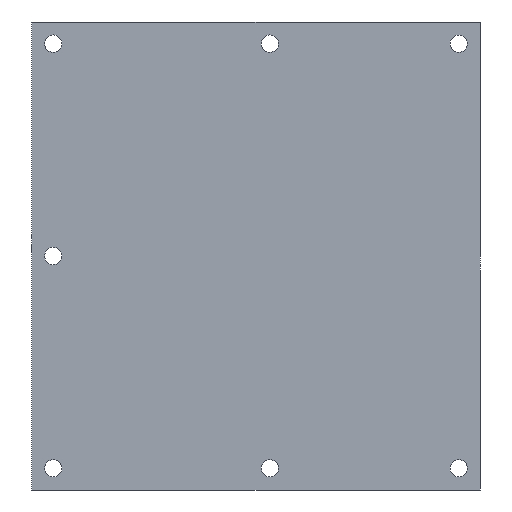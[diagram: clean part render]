
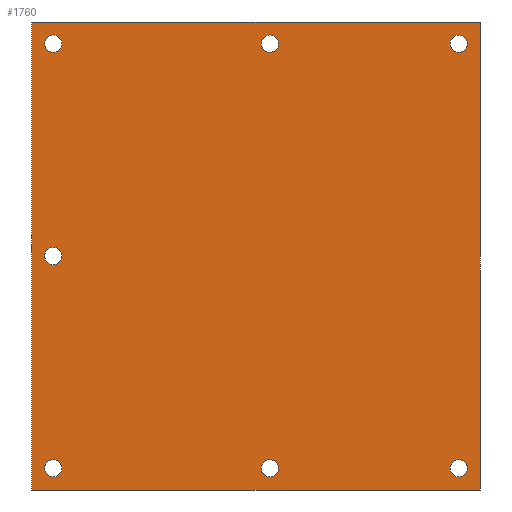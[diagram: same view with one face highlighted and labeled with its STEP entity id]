
A CAD part, front view. The second image highlights one B-rep face of the part: STEP entity #1760.
In plain terms, the highlighted planar face has unit normal (0, -1, 0).
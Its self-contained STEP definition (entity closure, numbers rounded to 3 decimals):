
#53=FACE_BOUND('',#350,.T.);
#54=FACE_BOUND('',#351,.T.);
#55=FACE_BOUND('',#352,.T.);
#56=FACE_BOUND('',#353,.T.);
#57=FACE_BOUND('',#354,.T.);
#58=FACE_BOUND('',#355,.T.);
#59=FACE_BOUND('',#356,.T.);
#134=PLANE('',#1902);
#229=FACE_OUTER_BOUND('',#349,.T.);
#349=EDGE_LOOP('',(#1648,#1649,#1650,#1651));
#350=EDGE_LOOP('',(#1652));
#351=EDGE_LOOP('',(#1653));
#352=EDGE_LOOP('',(#1654));
#353=EDGE_LOOP('',(#1655));
#354=EDGE_LOOP('',(#1656));
#355=EDGE_LOOP('',(#1657));
#356=EDGE_LOOP('',(#1658));
#450=LINE('',#2618,#653);
#554=LINE('',#2829,#757);
#556=LINE('',#2832,#759);
#557=LINE('',#2834,#760);
#653=VECTOR('',#2108,10.);
#757=VECTOR('',#2326,10.);
#759=VECTOR('',#2330,10.);
#760=VECTOR('',#2333,10.);
#771=CIRCLE('',#1786,1.);
#773=CIRCLE('',#1790,1.);
#775=CIRCLE('',#1794,1.);
#777=CIRCLE('',#1798,1.);
#779=CIRCLE('',#1802,1.);
#781=CIRCLE('',#1806,1.);
#783=CIRCLE('',#1810,1.);
#868=VERTEX_POINT('',#2513);
#870=VERTEX_POINT('',#2521);
#872=VERTEX_POINT('',#2529);
#874=VERTEX_POINT('',#2537);
#876=VERTEX_POINT('',#2545);
#878=VERTEX_POINT('',#2553);
#880=VERTEX_POINT('',#2561);
#899=VERTEX_POINT('',#2615);
#900=VERTEX_POINT('',#2617);
#949=VERTEX_POINT('',#2826);
#950=VERTEX_POINT('',#2828);
#1025=EDGE_CURVE('',#868,#868,#771,.T.);
#1029=EDGE_CURVE('',#870,#870,#773,.T.);
#1033=EDGE_CURVE('',#872,#872,#775,.T.);
#1037=EDGE_CURVE('',#874,#874,#777,.T.);
#1041=EDGE_CURVE('',#876,#876,#779,.T.);
#1045=EDGE_CURVE('',#878,#878,#781,.T.);
#1049=EDGE_CURVE('',#880,#880,#783,.T.);
#1077=EDGE_CURVE('',#899,#900,#450,.T.);
#1181=EDGE_CURVE('',#949,#950,#554,.T.);
#1183=EDGE_CURVE('',#899,#950,#556,.T.);
#1184=EDGE_CURVE('',#949,#900,#557,.T.);
#1648=ORIENTED_EDGE('',*,*,#1184,.T.);
#1649=ORIENTED_EDGE('',*,*,#1077,.F.);
#1650=ORIENTED_EDGE('',*,*,#1183,.T.);
#1651=ORIENTED_EDGE('',*,*,#1181,.F.);
#1652=ORIENTED_EDGE('',*,*,#1041,.T.);
#1653=ORIENTED_EDGE('',*,*,#1037,.T.);
#1654=ORIENTED_EDGE('',*,*,#1029,.T.);
#1655=ORIENTED_EDGE('',*,*,#1025,.T.);
#1656=ORIENTED_EDGE('',*,*,#1045,.T.);
#1657=ORIENTED_EDGE('',*,*,#1049,.T.);
#1658=ORIENTED_EDGE('',*,*,#1033,.T.);
#1760=ADVANCED_FACE('',(#229,#53,#54,#55,#56,#57,#58,#59),#134,.T.);
#1786=AXIS2_PLACEMENT_3D('',#2515,#1993,#1994);
#1790=AXIS2_PLACEMENT_3D('',#2523,#2003,#2004);
#1794=AXIS2_PLACEMENT_3D('',#2531,#2013,#2014);
#1798=AXIS2_PLACEMENT_3D('',#2539,#2023,#2024);
#1802=AXIS2_PLACEMENT_3D('',#2547,#2033,#2034);
#1806=AXIS2_PLACEMENT_3D('',#2555,#2043,#2044);
#1810=AXIS2_PLACEMENT_3D('',#2563,#2053,#2054);
#1902=AXIS2_PLACEMENT_3D('',#2850,#2362,#2363);
#1993=DIRECTION('center_axis',(0.,1.,0.));
#1994=DIRECTION('ref_axis',(-1.,0.,0.));
#2003=DIRECTION('center_axis',(0.,1.,0.));
#2004=DIRECTION('ref_axis',(-1.,0.,0.));
#2013=DIRECTION('center_axis',(0.,1.,0.));
#2014=DIRECTION('ref_axis',(-1.,0.,0.));
#2023=DIRECTION('center_axis',(0.,1.,0.));
#2024=DIRECTION('ref_axis',(-1.,0.,0.));
#2033=DIRECTION('center_axis',(0.,1.,0.));
#2034=DIRECTION('ref_axis',(-1.,0.,0.));
#2043=DIRECTION('center_axis',(0.,1.,0.));
#2044=DIRECTION('ref_axis',(-1.,0.,0.));
#2053=DIRECTION('center_axis',(0.,1.,0.));
#2054=DIRECTION('ref_axis',(-1.,0.,0.));
#2108=DIRECTION('',(0.,0.,-1.));
#2326=DIRECTION('',(0.,0.,1.));
#2330=DIRECTION('',(-1.,0.,0.));
#2333=DIRECTION('',(1.,0.,0.));
#2362=DIRECTION('center_axis',(0.,-1.,0.));
#2363=DIRECTION('ref_axis',(0.,0.,-1.));
#2513=CARTESIAN_POINT('',(-1.5,0.,-26.));
#2515=CARTESIAN_POINT('Origin',(-2.5,0.,-26.));
#2521=CARTESIAN_POINT('',(-1.5,0.,-50.5));
#2523=CARTESIAN_POINT('Origin',(-2.5,0.,-50.5));
#2529=CARTESIAN_POINT('',(23.5,0.,-50.5));
#2531=CARTESIAN_POINT('Origin',(22.5,0.,-50.5));
#2537=CARTESIAN_POINT('',(45.3,0.,-50.5));
#2539=CARTESIAN_POINT('Origin',(44.3,0.,-50.5));
#2545=CARTESIAN_POINT('',(45.3,0.,-1.5));
#2547=CARTESIAN_POINT('Origin',(44.3,0.,-1.5));
#2553=CARTESIAN_POINT('',(23.5,0.,-1.5));
#2555=CARTESIAN_POINT('Origin',(22.5,0.,-1.5));
#2561=CARTESIAN_POINT('',(-1.5,0.,-1.5));
#2563=CARTESIAN_POINT('Origin',(-2.5,0.,-1.5));
#2615=CARTESIAN_POINT('',(46.8,0.,1.));
#2617=CARTESIAN_POINT('',(46.8,0.,-53.));
#2618=CARTESIAN_POINT('',(46.8,0.,0.));
#2826=CARTESIAN_POINT('',(-5.,0.,-53.));
#2828=CARTESIAN_POINT('',(-5.,0.,1.));
#2829=CARTESIAN_POINT('',(-5.,0.,0.));
#2832=CARTESIAN_POINT('',(0.,0.,1.));
#2834=CARTESIAN_POINT('',(37.,0.,-53.));
#2850=CARTESIAN_POINT('Origin',(0.,0.,0.));
